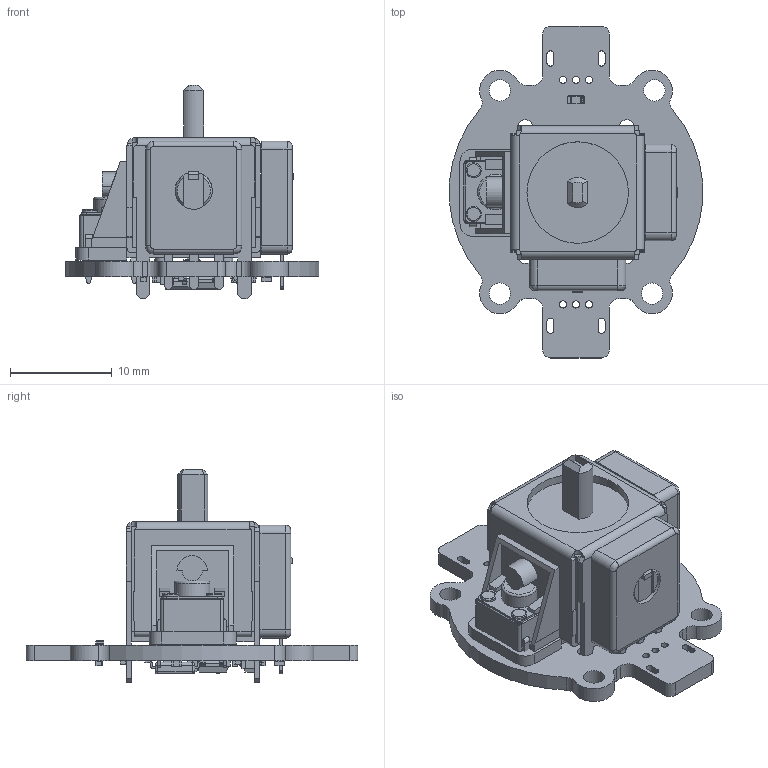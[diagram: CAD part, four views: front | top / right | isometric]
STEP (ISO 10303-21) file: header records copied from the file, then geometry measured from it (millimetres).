
FILE_DESCRIPTION(('Open CASCADE Model'),'2;1');
FILE_NAME('Open CASCADE Shape Model','2021-12-21T19:13:04',('Author'),( 'Open CASCADE'),'Open CASCADE STEP processor 6.8','Open CASCADE 6.8' ,'Unknown');
FILE_SCHEMA(('AUTOMOTIVE_DESIGN { 1 0 10303 214 1 1 1 1 }'));
Length unit declared in the file: millimetre
Products named in the file (46): PCB; Board; Open CASCADE STEP translator 6.8 4.1.1; U2; SOP8_v1; SW1; MSRC-THB001P_joystick; THB001P_v1; Body; Open CASCADE STEP translator 6.8 4.3.1.2; R2; 6088929968; Extruded; 6088929808; D2; MSRC-RCLAMP0521P-N_v2; D6; MSRC-0603_LED_Orange; D5; U1; MSRC-SOT23-5; R1; 6088927408; FB1; 6088928048; 6088927888; D4; D3; D1; MSRC-Nexperia_SOT23; C4; 6088925968; 6088925808; C3; 6088929328; 6088929168; C2; C1
Assembly tree (60 placements, depth 5):
  PCB
    Board
      Open CASCADE STEP translator 6.8 4.1.1
    U2
      SOP8_v1
    SW1
      MSRC-THB001P_joystick
        THB001P_v1
          Body
        Open CASCADE STEP translator 6.8 4.3.1.2
    R2
      6088929968
        Extruded
      6088929808  x2
        Extruded
    D2
      MSRC-RCLAMP0521P-N_v2
    D6
      MSRC-0603_LED_Orange
    D5
      MSRC-RCLAMP0521P-N_v2
    U1
      MSRC-SOT23-5
    R1
      6088929968
        Extruded
      6088927408  x2
        Extruded
    FB1
      6088928048
        Extruded
      6088927888  x2
        Extruded
    D4
      MSRC-RCLAMP0521P-N_v2
    D3
      MSRC-RCLAMP0521P-N_v2
    D1
      MSRC-Nexperia_SOT23
    C4
      6088925968  x2
        Extruded
      6088925808
        Extruded
    C3
      6088929328  x2
        Extruded
      6088929168
        Extruded
    C2
      6088929328  x2
        Extruded
      6088929168
        Extruded
    C1
      6088929328  x2
        Extruded
      6088929168
        Extruded
Bounding box: 24.92 x 32.7 x 21 mm (x, y, z)
Volume: 3756.1 mm3; surface area: 4053.4 mm2
Topology: 81 solids, 83 shells, 1264 faces, 3061 edges, 1971 vertices
Faces by surface type: plane 884, cylinder 305, sphere 32, bspline 24, torus 13, cone 6
Full cylindrical faces by diameter (mm): 0.15 x2, 0.152 x1, 0.71 x6, 1 x6, 1.2 x4, 1.5 x6, 1.6 x5, 2.1 x4, 3 x1, 3.5 x1, 3.68 x2, 10 x1
Entity records: 39113 total; most frequent: CARTESIAN_POINT 8135, DIRECTION 5457, ORIENTED_EDGE 5374, EDGE_CURVE 2687, LINE 2033, VECTOR 2033, VERTEX_POINT 1749, AXIS2_PLACEMENT_3D 1712
